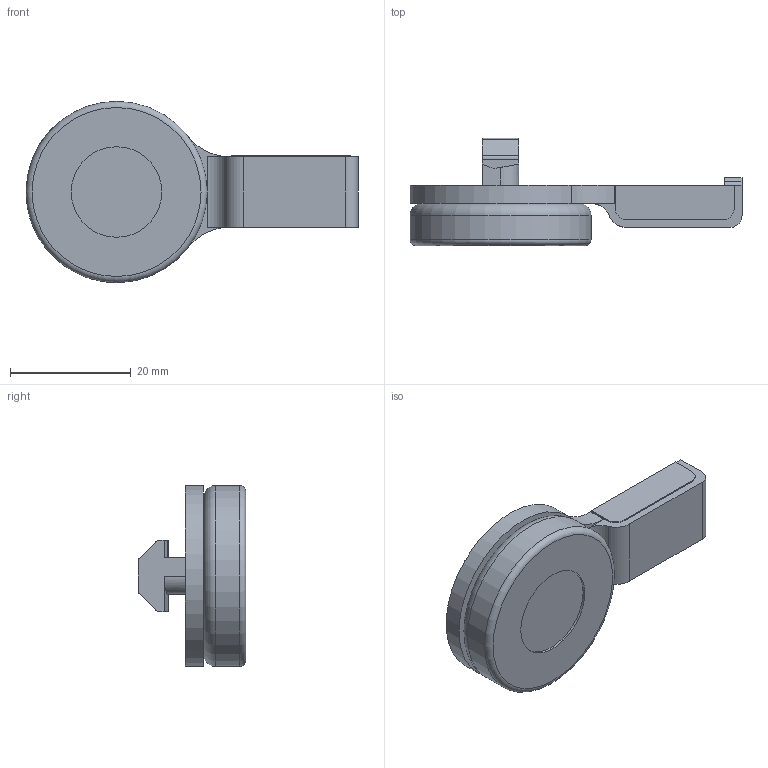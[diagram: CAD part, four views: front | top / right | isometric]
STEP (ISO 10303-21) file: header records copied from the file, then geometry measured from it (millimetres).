
FILE_DESCRIPTION(/* description */ ('KriTec Nut-Direktfuß 6 Raster 30'),/* implementation_level */ '2;1');
FILE_NAME(/* name */ '13424_KriTec_Nut_Direktfuss_6_Raster_30.stp',/* time_stamp */ '2019-11-29T09:36:55+01:00',/* author */ ('Steiner'),/* organization */ (''),/* preprocessor_version */ 'ST-DEVELOPER v17',/* originating_system */ 'Autodesk Inventor 2018',/* authorisation */ ' ');
FILE_SCHEMA (('AUTOMOTIVE_DESIGN { 1 0 10303 214 3 1 1 }'));
Length unit declared in the file: millimetre
Products named in the file (1): 13424_KriTec_Nut_Direktfuss_6_Raster_30
Bounding box: 55 x 17.8 x 30 mm (x, y, z)
Volume: 8613.3 mm3; surface area: 3920.3 mm2
Topology: 1 solids, 1 shells, 60 faces, 169 edges, 114 vertices
Faces by surface type: plane 33, cylinder 25, torus 2
Full cylindrical faces by diameter (mm): 15 x1, 30 x1
Entity records: 2022 total; most frequent: CARTESIAN_POINT 360, DIRECTION 348, ORIENTED_EDGE 338, EDGE_CURVE 169, AXIS2_PLACEMENT_3D 120, VERTEX_POINT 114, LINE 108, VECTOR 108
